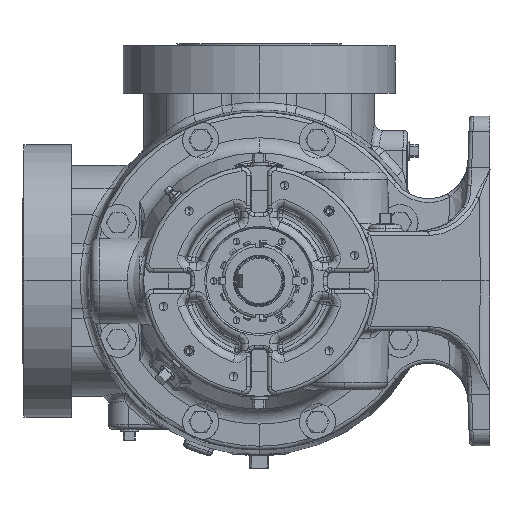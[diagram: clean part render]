
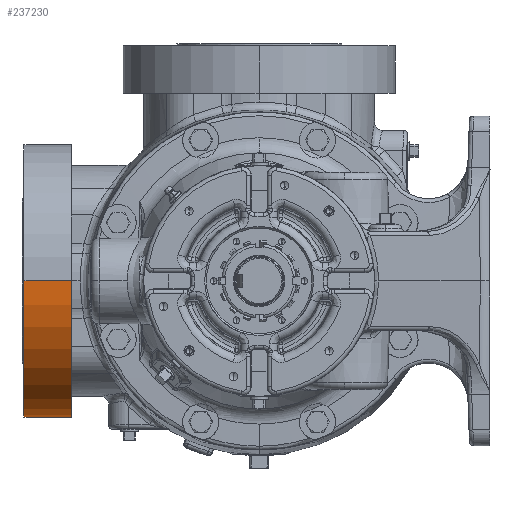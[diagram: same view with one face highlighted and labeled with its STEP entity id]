
A CAD part, left-side view. The second image highlights one B-rep face of the part: STEP entity #237230.
In plain terms, the highlighted cylindrical face has radius 104.775 mm (diameter 209.55 mm), a partial arc.
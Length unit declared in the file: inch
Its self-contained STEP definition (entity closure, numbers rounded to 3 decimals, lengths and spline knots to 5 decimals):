
#3696 = CARTESIAN_POINT ( 'NONE',  ( 4.513, 5.6875, 0. ) ) ;
#6503 = VERTEX_POINT ( 'NONE', #194099 ) ;
#10704 = CIRCLE ( 'NONE', #107580, 4.125 ) ;
#14972 = CARTESIAN_POINT ( 'NONE',  ( 0.388, 5.6875, 0. ) ) ;
#24720 = EDGE_CURVE ( 'NONE', #263200, #102754, #237928, .T. ) ;
#38740 = CARTESIAN_POINT ( 'NONE',  ( 4.513, 7.1275, 0. ) ) ;
#39401 = EDGE_CURVE ( 'NONE', #102754, #86395, #10704, .T. ) ;
#44618 = DIRECTION ( 'NONE',  ( 0., -1., 0. ) ) ;
#48650 = DIRECTION ( 'NONE',  ( 0., -1., 0. ) ) ;
#55400 = CIRCLE ( 'NONE', #215261, 4.125 ) ;
#57573 = EDGE_CURVE ( 'NONE', #6503, #86395, #157408, .T. ) ;
#68781 = CYLINDRICAL_SURFACE ( 'NONE', #276888, 4.125 ) ;
#81397 = CARTESIAN_POINT ( 'NONE',  ( 8.638, 4.88156, 0. ) ) ;
#86395 = VERTEX_POINT ( 'NONE', #217900 ) ;
#89742 = VECTOR ( 'NONE', #100111, 39.37008 ) ;
#91136 = DIRECTION ( 'NONE',  ( 0., -1., 0. ) ) ;
#96537 = ORIENTED_EDGE ( 'NONE', *, *, #39401, .F. ) ;
#100111 = DIRECTION ( 'NONE',  ( 0., -1., 0. ) ) ;
#102754 = VERTEX_POINT ( 'NONE', #14972 ) ;
#107580 = AXIS2_PLACEMENT_3D ( 'NONE', #3696, #91136, #258014 ) ;
#117495 = EDGE_CURVE ( 'NONE', #263200, #6503, #55400, .T. ) ;
#124434 = CARTESIAN_POINT ( 'NONE',  ( 0.388, 7.1275, 0. ) ) ;
#132096 = VECTOR ( 'NONE', #44618, 39.37008 ) ;
#140261 = CARTESIAN_POINT ( 'NONE',  ( 4.513, 4.88156, 0. ) ) ;
#157408 = LINE ( 'NONE', #81397, #89742 ) ;
#163154 = DIRECTION ( 'NONE',  ( -1., 0., 0. ) ) ;
#185332 = ORIENTED_EDGE ( 'NONE', *, *, #117495, .T. ) ;
#194099 = CARTESIAN_POINT ( 'NONE',  ( 8.638, 7.1275, 0. ) ) ;
#215261 = AXIS2_PLACEMENT_3D ( 'NONE', #38740, #275087, #216277 ) ;
#216277 = DIRECTION ( 'NONE',  ( -1., 0., 0. ) ) ;
#217900 = CARTESIAN_POINT ( 'NONE',  ( 8.638, 5.6875, 0. ) ) ;
#234216 = ORIENTED_EDGE ( 'NONE', *, *, #24720, .F. ) ;
#237230 = ADVANCED_FACE ( 'NONE', ( #264911 ), #68781, .T. ) ;
#237928 = LINE ( 'NONE', #239297, #132096 ) ;
#239297 = CARTESIAN_POINT ( 'NONE',  ( 0.388, 4.88156, 0. ) ) ;
#258014 = DIRECTION ( 'NONE',  ( -1., 0., 0. ) ) ;
#260007 = EDGE_LOOP ( 'NONE', ( #185332, #271106, #96537, #234216 ) ) ;
#263200 = VERTEX_POINT ( 'NONE', #124434 ) ;
#264911 = FACE_OUTER_BOUND ( 'NONE', #260007, .T. ) ;
#271106 = ORIENTED_EDGE ( 'NONE', *, *, #57573, .T. ) ;
#275087 = DIRECTION ( 'NONE',  ( 0., -1., 0. ) ) ;
#276888 = AXIS2_PLACEMENT_3D ( 'NONE', #140261, #48650, #163154 ) ;
